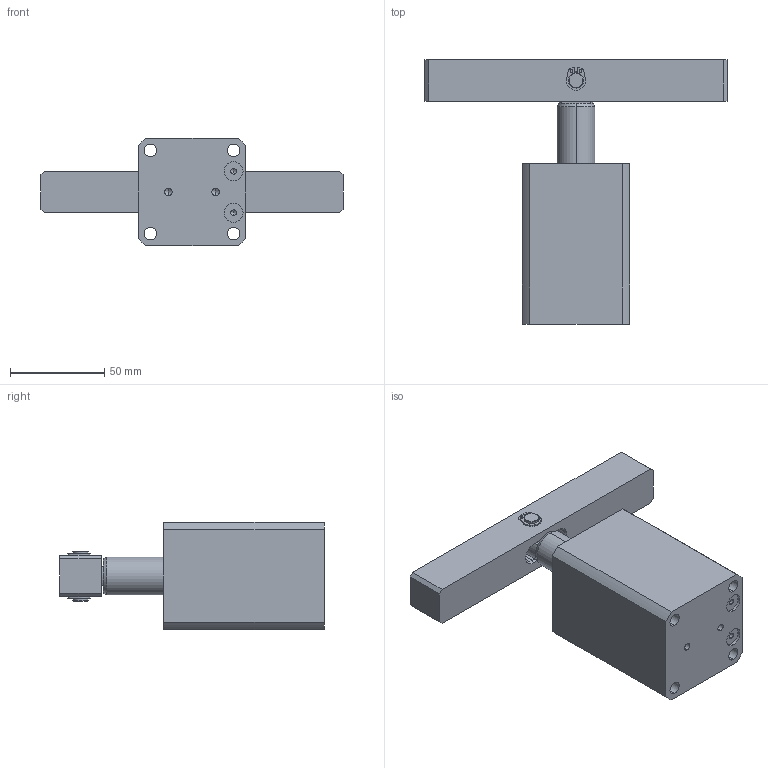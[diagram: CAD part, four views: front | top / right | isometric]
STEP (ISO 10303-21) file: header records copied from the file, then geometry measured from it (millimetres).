
FILE_DESCRIPTION (( 'STEP AP214' ), '1' );
FILE_NAME ('chs-m32d_asm.STEP', '2020-02-12T06:44:32', ( '' ), ( '' ), 'SwSTEP 2.0', 'SolidWorks 2016', '' );
FILE_SCHEMA (( 'AUTOMOTIVE_DESIGN' ));
Length unit declared in the file: millimetre
Products named in the file (6): Xiaozhou; 轴8挡圈; CHS-M32BT; CHS-32D-01_5; CHS-32D-02_4_1; chs-m32d_asm
Assembly tree (6 placements, depth 2):
  chs-m32d_asm
    CHS-32D-02_4_1
    CHS-32D-01_5
    CHS-M32BT
    轴8挡圈  x2
    Xiaozhou
Bounding box: 160 x 140 x 57 mm (x, y, z)
Volume: 352209.4 mm3; surface area: 60795.5 mm2
Topology: 6 solids, 7 shells, 176 faces, 422 edges, 267 vertices
Faces by surface type: cylinder 96, plane 54, cone 26
Entity records: 4610 total; most frequent: DIRECTION 836, CARTESIAN_POINT 742, ORIENTED_EDGE 692, EDGE_CURVE 346, AXIS2_PLACEMENT_3D 333, VERTEX_POINT 223, EDGE_LOOP 189, CIRCLE 172
